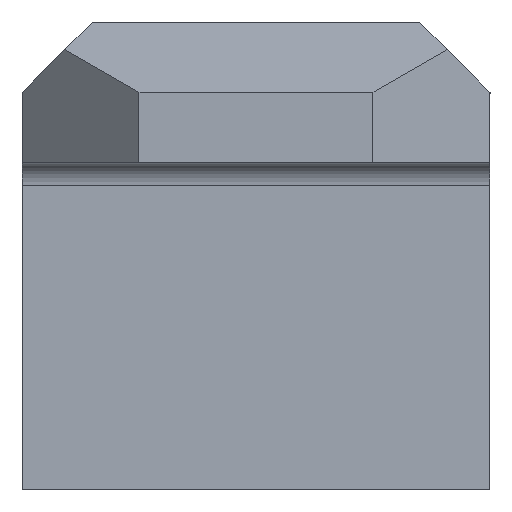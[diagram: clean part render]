
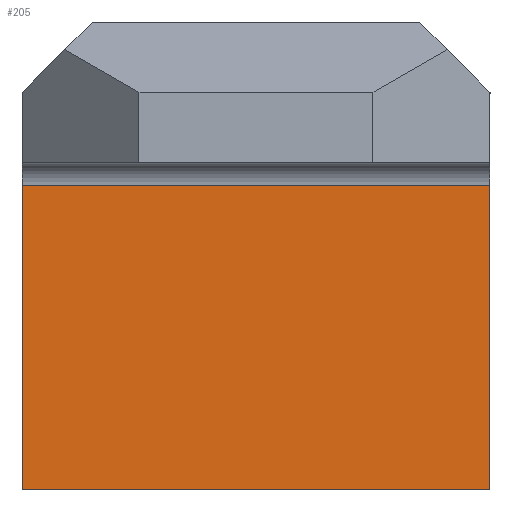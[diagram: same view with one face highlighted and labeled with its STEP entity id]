
A CAD part, left-side view. The second image highlights one B-rep face of the part: STEP entity #205.
In plain terms, the highlighted planar face has unit normal (-1, 0, 0).
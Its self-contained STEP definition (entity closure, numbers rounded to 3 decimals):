
#199=EDGE_CURVE('',#335,#327,#444,.T.);
#205=ADVANCED_FACE('',(#451),#452,.T.);
#241=VERTEX_POINT('',#492);
#277=VERTEX_POINT('',#530);
#295=EDGE_CURVE('',#327,#241,#549,.T.);
#299=EDGE_CURVE('',#335,#277,#553,.T.);
#315=EDGE_CURVE('',#241,#277,#572,.T.);
#327=VERTEX_POINT('',#584);
#335=VERTEX_POINT('',#592);
#444=LINE('',#725,#726);
#451=FACE_OUTER_BOUND('',#735,.T.);
#452=PLANE('',#736);
#492=CARTESIAN_POINT('',(8.0,10.0,-14.0));
#530=CARTESIAN_POINT('',(8.0,10.0,-1.0));
#549=LINE('',#872,#873);
#553=LINE('',#878,#879);
#572=LINE('',#907,#908);
#584=CARTESIAN_POINT('',(8.0,-10.,-14.0));
#592=CARTESIAN_POINT('',(8.0,-10.,-1.0));
#725=CARTESIAN_POINT('',(8.0,-10.0,-7.5));
#726=VECTOR('',#1045,1.0);
#735=EDGE_LOOP('',(#1057,#1058,#1059,#1060));
#736=AXIS2_PLACEMENT_3D('',#1061,#1062,#1063);
#872=CARTESIAN_POINT('',(8.0,-5.,-14.0));
#873=VECTOR('',#1152,1.0);
#878=CARTESIAN_POINT('',(8.0,-10.,-1.0));
#879=VECTOR('',#1153,1.0);
#907=CARTESIAN_POINT('',(8.0,10.0,-7.5));
#908=VECTOR('',#1183,1.0);
#1045=DIRECTION('',(0.0,0.0,-1.0));
#1057=ORIENTED_EDGE('',*,*,#315,.F.);
#1058=ORIENTED_EDGE('',*,*,#295,.F.);
#1059=ORIENTED_EDGE('',*,*,#199,.F.);
#1060=ORIENTED_EDGE('',*,*,#299,.T.);
#1061=CARTESIAN_POINT('',(8.0,-10.,-1.0));
#1062=DIRECTION('',(-1.0,0.0,0.0));
#1063=DIRECTION('',(0.0,1.0,0.0));
#1152=DIRECTION('',(0.0,1.0,0.0));
#1153=DIRECTION('',(0.0,1.0,0.0));
#1183=DIRECTION('',(0.0,0.0,1.0));
